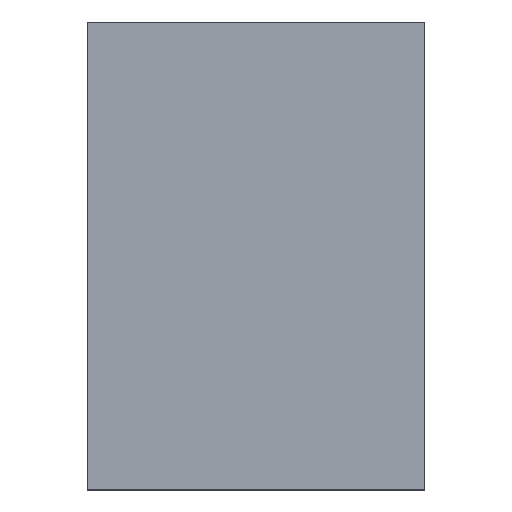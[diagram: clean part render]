
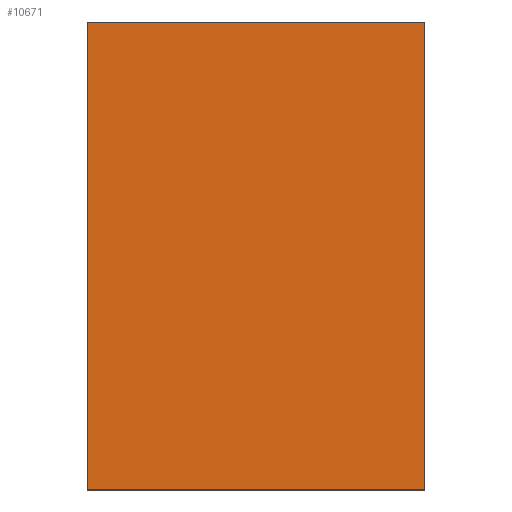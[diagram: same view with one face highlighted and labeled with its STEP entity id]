
A CAD part, top view. The second image highlights one B-rep face of the part: STEP entity #10671.
In plain terms, the highlighted planar face has unit normal (0, 0, 1).
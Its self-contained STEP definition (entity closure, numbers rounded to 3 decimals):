
#10447=CARTESIAN_POINT('',(17.615,-22.746,7.899));
#10446=VERTEX_POINT('',#10447);
#10457=CARTESIAN_POINT('',(-2.375,-22.746,7.899));
#10456=VERTEX_POINT('',#10457);
#10455=EDGE_CURVE('',#10456,#10446,#10460,.T.);
#10460=LINE('',#10457,#10462);
#10462=VECTOR('',#10463,19.99);
#10463=DIRECTION('',(1.0,0.0,0.0));
#10496=CARTESIAN_POINT('',(17.615,4.966,7.899));
#10495=VERTEX_POINT('',#10496);
#10504=EDGE_CURVE('',#10446,#10495,#10509,.T.);
#10509=LINE('',#10447,#10511);
#10511=VECTOR('',#10512,27.711);
#10512=DIRECTION('',(0.0,1.0,0.0));
#10545=CARTESIAN_POINT('',(-2.375,4.966,7.899));
#10544=VERTEX_POINT('',#10545);
#10553=EDGE_CURVE('',#10495,#10544,#10558,.T.);
#10558=LINE('',#10496,#10560);
#10560=VECTOR('',#10561,19.99);
#10561=DIRECTION('',(-1.0,0.0,0.0));
#10602=EDGE_CURVE('',#10544,#10456,#10607,.T.);
#10607=LINE('',#10545,#10609);
#10609=VECTOR('',#10610,27.711);
#10610=DIRECTION('',(0.0,-1.0,0.0));
#10671=ADVANCED_FACE('',(#10677),#10672,.T.);
#10672=PLANE('',#10673);
#10673=AXIS2_PLACEMENT_3D('',#10674,#10675,#10676);
#10674=CARTESIAN_POINT('',(-2.375,-22.746,7.899));
#10675=DIRECTION('',(0.0,0.0,1.0));
#10676=DIRECTION('',(0.,1.,0.));
#10677=FACE_OUTER_BOUND('',#10678,.T.);
#10678=EDGE_LOOP('',(#10679,#10689,#10699,#10709));
#10679=ORIENTED_EDGE('',*,*,#10455,.T.);
#10689=ORIENTED_EDGE('',*,*,#10504,.T.);
#10699=ORIENTED_EDGE('',*,*,#10553,.T.);
#10709=ORIENTED_EDGE('',*,*,#10602,.T.);
